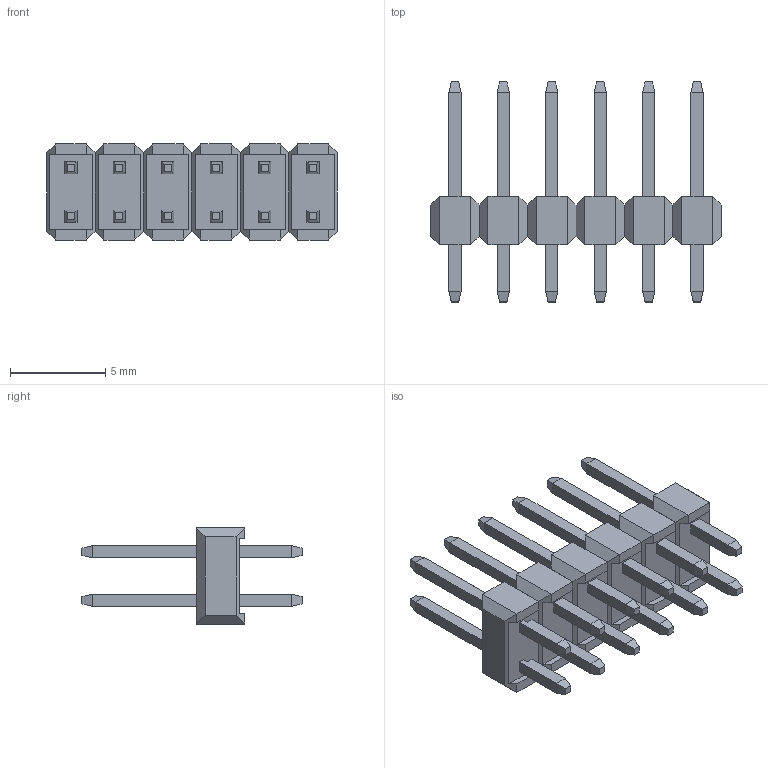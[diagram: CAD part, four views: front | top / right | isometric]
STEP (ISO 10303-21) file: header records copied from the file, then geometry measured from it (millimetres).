
FILE_DESCRIPTION (( 'STEP AP214' ), '1' );
FILE_NAME ('HEADER 2X6.STEP', '2013-11-27T11:04:29', ( '' ), ( '' ), 'SwSTEP 2.0', 'SolidWorks 2012', '' );
FILE_SCHEMA (( 'AUTOMOTIVE_DESIGN' ));
Length unit declared in the file: millimetre
Products named in the file (1): HEADER 2X6
Bounding box: 15.24 x 11.54 x 5.04 mm (x, y, z)
Volume: 207.5 mm3; surface area: 539.5 mm2
Topology: 1 solids, 1 shells, 318 faces, 712 edges, 420 vertices
Faces by surface type: plane 318
Entity records: 11956 total; most frequent: CARTESIAN_POINT 1451, ORIENTED_EDGE 1424, DIRECTION 1350, LINE 712, VECTOR 712, EDGE_CURVE 712, VERTEX_POINT 420, EDGE_LOOP 342
